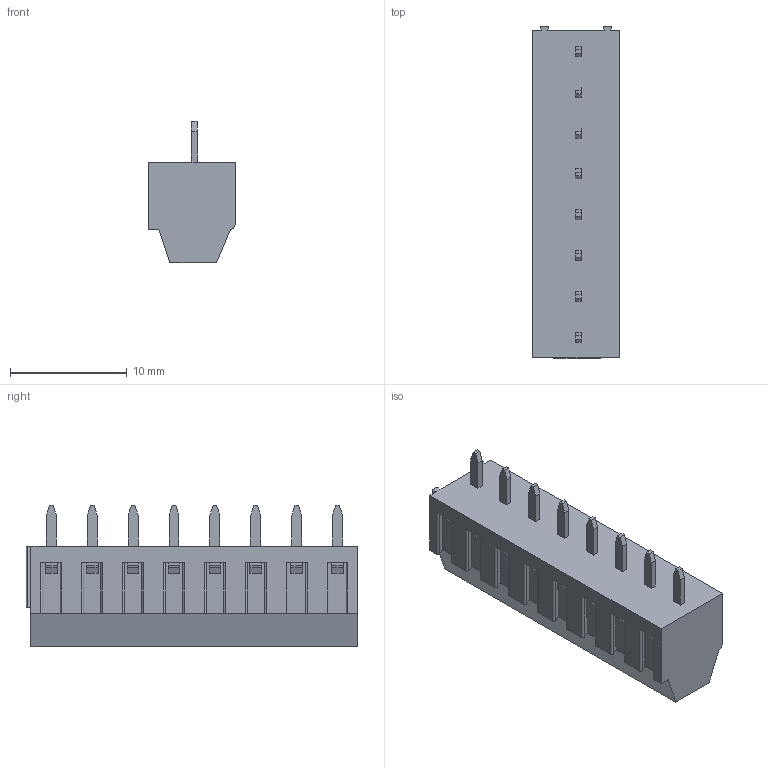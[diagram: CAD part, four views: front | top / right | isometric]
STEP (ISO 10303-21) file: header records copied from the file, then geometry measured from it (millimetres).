
FILE_DESCRIPTION((''),'2;1');
FILE_NAME('DB125-35-2P-S','2022-07-14T',('86134'),(''),'PRO/ENGINEER BY PARAMETRIC TECHNOLOGY CORPORATION, 2010280','PRO/ENGINEER BY PARAMETRIC TECHNOLOGY CORPORATION, 2010280','');
FILE_SCHEMA(('CONFIG_CONTROL_DESIGN'));
Length unit declared in the file: millimetre
Products named in the file (1): DB125-35-2P-S
Bounding box: 7.4 x 28.42 x 12.1 mm (x, y, z)
Volume: 1472.9 mm3; surface area: 1325 mm2
Topology: 1 solids, 1 shells, 459 faces, 1194 edges, 782 vertices
Faces by surface type: plane 324, cylinder 76, torus 35, cone 16, extrusion 8
Entity records: 14421 total; most frequent: CARTESIAN_POINT 3031, ORIENTED_EDGE 2388, DIRECTION 2287, EDGE_CURVE 1194, VECTOR 843, LINE 835, VERTEX_POINT 782, AXIS2_PLACEMENT_3D 722
